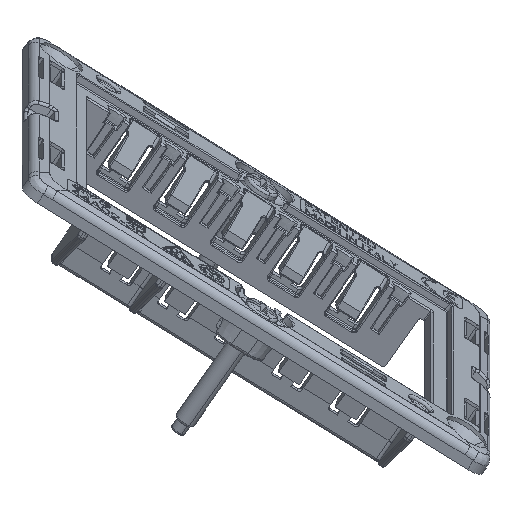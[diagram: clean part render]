
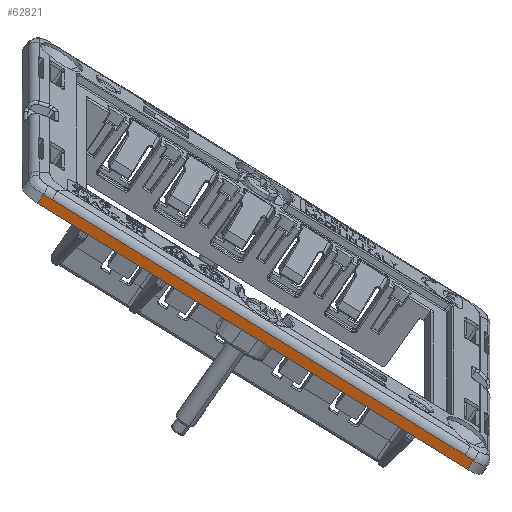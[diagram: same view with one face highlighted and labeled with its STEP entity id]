
A CAD part, front view. The second image highlights one B-rep face of the part: STEP entity #62821.
In plain terms, the highlighted face is planar.
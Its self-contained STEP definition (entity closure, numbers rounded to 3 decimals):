
#47095=CARTESIAN_POINT('Line Origine',(0.,-36.025,-1.1)) ;
#47099=CARTESIAN_POINT('Vertex',(-42.502,-36.025,-1.1)) ;
#47101=CARTESIAN_POINT('Vertex',(42.502,-36.025,-1.1)) ;
#60710=CARTESIAN_POINT('Line Origine',(42.449,-35.973,0.4)) ;
#60714=CARTESIAN_POINT('Vertex',(42.439,-35.962,0.707)) ;
#61289=CARTESIAN_POINT('Vertex',(40.763,-35.96,0.762)) ;
#61293=CARTESIAN_POINT('Control Point',(40.763,-35.96,0.762)) ;
#61294=CARTESIAN_POINT('Control Point',(41.099,-35.96,0.762)) ;
#61295=CARTESIAN_POINT('Control Point',(41.434,-35.96,0.756)) ;
#61296=CARTESIAN_POINT('Control Point',(41.769,-35.961,0.745)) ;
#61297=CARTESIAN_POINT('Control Point',(42.104,-35.961,0.729)) ;
#61298=CARTESIAN_POINT('Control Point',(42.439,-35.962,0.707)) ;
#62118=CARTESIAN_POINT('Line Origine',(-42.449,-35.973,0.4)) ;
#62122=CARTESIAN_POINT('Vertex',(-42.439,-35.962,0.707)) ;
#62687=CARTESIAN_POINT('Vertex',(-40.763,-35.96,0.762)) ;
#62691=CARTESIAN_POINT('Control Point',(-42.439,-35.962,0.707)) ;
#62692=CARTESIAN_POINT('Control Point',(-42.104,-35.961,0.729)) ;
#62693=CARTESIAN_POINT('Control Point',(-41.769,-35.961,0.745)) ;
#62694=CARTESIAN_POINT('Control Point',(-41.434,-35.96,0.756)) ;
#62695=CARTESIAN_POINT('Control Point',(-41.098,-35.96,0.762)) ;
#62696=CARTESIAN_POINT('Control Point',(-40.763,-35.96,0.762)) ;
#62803=CARTESIAN_POINT('Axis2P3D Location',(0.,-35.92,1.9)) ;
#62808=CARTESIAN_POINT('Line Origine',(0.,-35.96,0.762)) ;
#47096=DIRECTION('Vector Direction',(1.,0.,0.)) ;
#60711=DIRECTION('Vector Direction',(0.035,-0.035,-0.999)) ;
#62119=DIRECTION('Vector Direction',(-0.035,-0.035,-0.999)) ;
#62804=DIRECTION('Axis2P3D Direction',(0.,-0.999,0.035)) ;
#62805=DIRECTION('Axis2P3D XDirection',(0.,-0.035,-0.999)) ;
#62809=DIRECTION('Vector Direction',(1.,0.,0.)) ;
#62806=AXIS2_PLACEMENT_3D('Plane Axis2P3D',#62803,#62804,#62805) ;
#62814=ORIENTED_EDGE('',*,*,#62124,.T.) ;
#62815=ORIENTED_EDGE('',*,*,#47103,.T.) ;
#62816=ORIENTED_EDGE('',*,*,#60716,.F.) ;
#62817=ORIENTED_EDGE('',*,*,#61299,.T.) ;
#62818=ORIENTED_EDGE('',*,*,#62812,.T.) ;
#62819=ORIENTED_EDGE('',*,*,#62697,.T.) ;
#47097=VECTOR('Line Direction',#47096,1.) ;
#60712=VECTOR('Line Direction',#60711,1.) ;
#62120=VECTOR('Line Direction',#62119,1.) ;
#62810=VECTOR('Line Direction',#62809,1.) ;
#62821=ADVANCED_FACE('PartBody',(#62820),#62807,.T.) ;
#61292=B_SPLINE_CURVE_WITH_KNOTS('',5,(#61293,#61294,#61295,#61296,#61297,#61298),.UNSPECIFIED.,.F.,.U.,(6,6),(15.274,17.714),.UNSPECIFIED.) ;
#62690=B_SPLINE_CURVE_WITH_KNOTS('',5,(#62691,#62692,#62693,#62694,#62695,#62696),.UNSPECIFIED.,.F.,.U.,(6,6),(14.506,16.947),.UNSPECIFIED.) ;
#47103=EDGE_CURVE('',#47100,#47102,#47098,.T.) ;
#60716=EDGE_CURVE('',#60715,#47102,#60713,.T.) ;
#61299=EDGE_CURVE('',#60715,#61290,#61292,.F.) ;
#62124=EDGE_CURVE('',#62123,#47100,#62121,.T.) ;
#62697=EDGE_CURVE('',#62688,#62123,#62690,.F.) ;
#62812=EDGE_CURVE('',#61290,#62688,#62811,.F.) ;
#62813=EDGE_LOOP('',(#62814,#62815,#62816,#62817,#62818,#62819)) ;
#62820=FACE_OUTER_BOUND('',#62813,.T.) ;
#47098=LINE('Line',#47095,#47097) ;
#60713=LINE('Line',#60710,#60712) ;
#62121=LINE('Line',#62118,#62120) ;
#62811=LINE('Line',#62808,#62810) ;
#62807=PLANE('',#62806) ;
#47100=VERTEX_POINT('',#47099) ;
#47102=VERTEX_POINT('',#47101) ;
#60715=VERTEX_POINT('',#60714) ;
#61290=VERTEX_POINT('',#61289) ;
#62123=VERTEX_POINT('',#62122) ;
#62688=VERTEX_POINT('',#62687) ;
